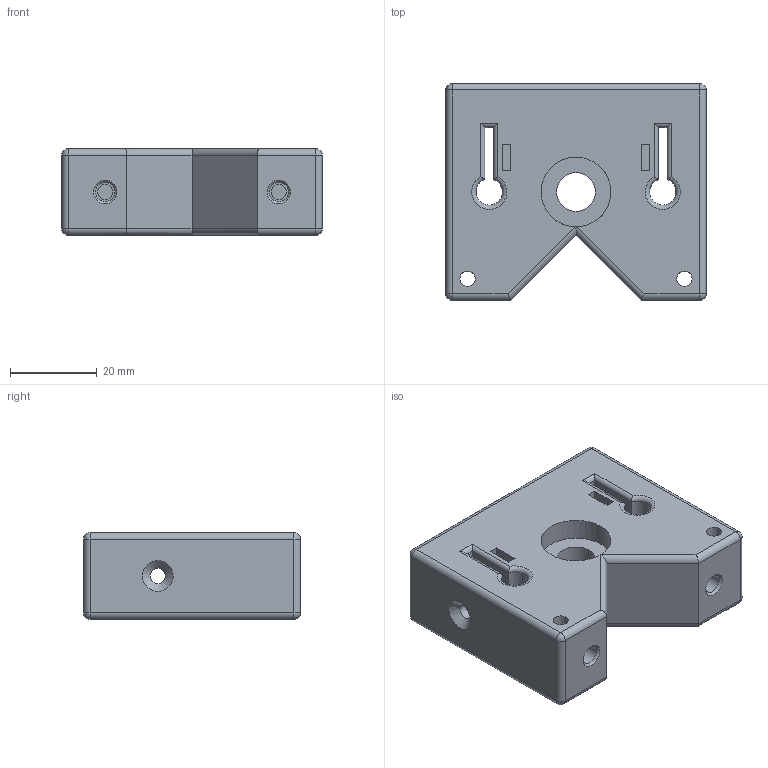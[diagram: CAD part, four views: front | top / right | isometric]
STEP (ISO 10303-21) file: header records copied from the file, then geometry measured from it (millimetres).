
FILE_DESCRIPTION(('STEP AP242'), '1');
FILE_NAME('BackMount', '', ('UNSPECIFIED'), ('UNSPECIFIED'), 'C3D Converter', 'C3D Toolkit', '');
FILE_SCHEMA(('AP242_MANAGED_MODEL_BASED_3D_ENGINEERING_MIM_LF { 1 0 10303 442 1 1 4 }'));
Length unit declared in the file: millimetre
Bounding box: 60 x 50 x 20 mm (x, y, z)
Volume: 49375.3 mm3; surface area: 13579.3 mm2
Topology: 1 solids, 1 shells, 92 faces, 209 edges, 117 vertices
Faces by surface type: cylinder 45, plane 30, sphere 8, torus 5, cone 4
Full cylindrical faces by diameter (mm): 3.5 x9, 4.4 x2, 9 x1, 16.1 x1
Entity records: 3307 total; most frequent: CARTESIAN_POINT 575, DIRECTION 409, ORIENTED_EDGE 366, EDGE_CURVE 183, AXIS2_PLACEMENT_3D 157, EDGE_LOOP 136, VERTEX_POINT 117, FACE_BOUND 101
